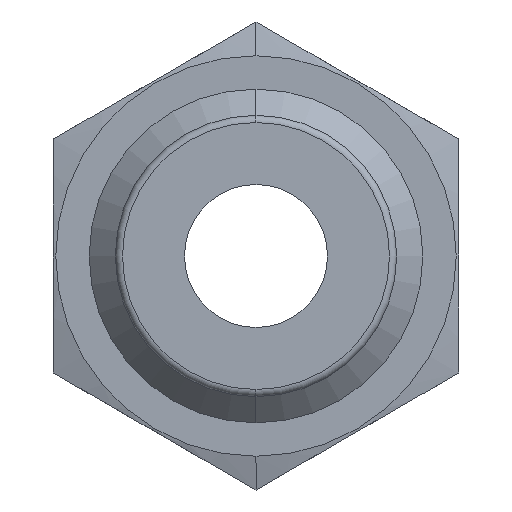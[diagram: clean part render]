
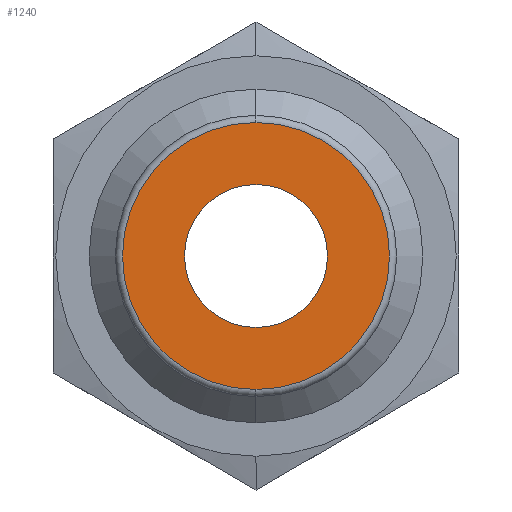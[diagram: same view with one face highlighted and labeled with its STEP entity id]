
A CAD part, left-side view. The second image highlights one B-rep face of the part: STEP entity #1240.
In plain terms, the highlighted planar face has unit normal (-1, 0, 0).
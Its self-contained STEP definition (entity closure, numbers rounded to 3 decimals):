
#83=FACE_BOUND('',#229,.T.);
#95=PLANE('',#1367);
#136=FACE_OUTER_BOUND('',#228,.T.);
#228=EDGE_LOOP('',(#912,#913));
#229=EDGE_LOOP('',(#914));
#434=CIRCLE('',#1308,3.);
#472=CIRCLE('',#1368,5.6);
#473=CIRCLE('',#1369,5.6);
#528=VERTEX_POINT('',#1921);
#562=VERTEX_POINT('',#2028);
#563=VERTEX_POINT('',#2029);
#638=EDGE_CURVE('',#528,#528,#434,.T.);
#689=EDGE_CURVE('',#562,#563,#472,.T.);
#690=EDGE_CURVE('',#563,#562,#473,.T.);
#912=ORIENTED_EDGE('',*,*,#689,.T.);
#913=ORIENTED_EDGE('',*,*,#690,.T.);
#914=ORIENTED_EDGE('',*,*,#638,.T.);
#1240=ADVANCED_FACE('',(#136,#83),#95,.T.);
#1308=AXIS2_PLACEMENT_3D('',#1922,#1492,#1493);
#1367=AXIS2_PLACEMENT_3D('',#2027,#1623,#1624);
#1368=AXIS2_PLACEMENT_3D('',#2030,#1625,#1626);
#1369=AXIS2_PLACEMENT_3D('',#2031,#1627,#1628);
#1492=DIRECTION('center_axis',(1.,0.,0.));
#1493=DIRECTION('ref_axis',(0.,1.,0.));
#1623=DIRECTION('center_axis',(-1.,0.,0.));
#1624=DIRECTION('ref_axis',(0.,-1.,0.));
#1625=DIRECTION('center_axis',(-1.,0.,0.));
#1626=DIRECTION('ref_axis',(0.,0.,-1.));
#1627=DIRECTION('center_axis',(-1.,0.,0.));
#1628=DIRECTION('ref_axis',(0.,0.,1.));
#1921=CARTESIAN_POINT('',(-4.1,-3.,0.));
#1922=CARTESIAN_POINT('Origin',(-4.1,0.,0.));
#2027=CARTESIAN_POINT('Origin',(-4.1,6.1,-6.1));
#2028=CARTESIAN_POINT('',(-4.1,0.,-5.6));
#2029=CARTESIAN_POINT('',(-4.1,0.,5.6));
#2030=CARTESIAN_POINT('Origin',(-4.1,0.,0.));
#2031=CARTESIAN_POINT('Origin',(-4.1,0.,0.));
